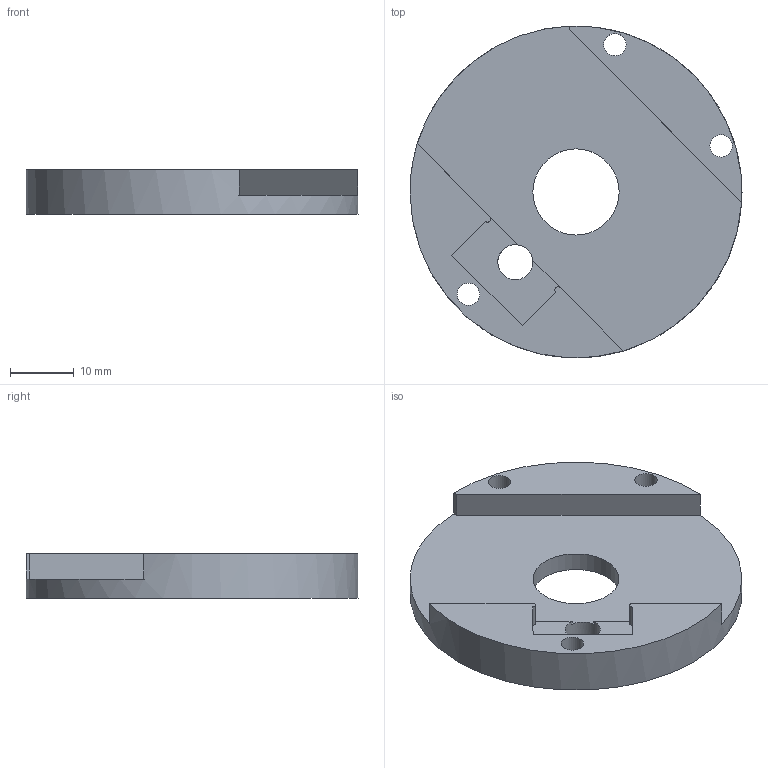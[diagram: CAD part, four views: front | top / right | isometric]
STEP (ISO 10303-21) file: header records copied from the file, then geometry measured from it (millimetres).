
FILE_DESCRIPTION(('HOOPS Exchange Step'),'2;1');
FILE_NAME('temp_export','2022-06-12T08:59:28+02:00',('mobile'),('Shapr3D Limited'),'HOOPS Exchange 2022.0','Shapr3D','Authorized');
FILE_SCHEMA( ('AP203_CONFIGURATION_CONTROLLED_3D_DESIGN_OF_MECHANICAL_PARTS_AND_ASSEMBLIES_MIM_LF') );
Length unit declared in the file: millimetre
Products named in the file (3): Imported (1); Final designs; root
Assembly tree (2 placements, depth 2):
  root
    Imported (1)
    Final designs
Bounding box: 52 x 52 x 7 mm (x, y, z)
Volume: 7339.7 mm3; surface area: 5740.6 mm2
Topology: 1 solids, 1 shells, 27 faces, 76 edges, 52 vertices
Faces by surface type: plane 15, cylinder 12
Full cylindrical faces by diameter (mm): 3.5 x3, 5.5 x1, 13 x2, 13.5 x1, 52 x1
Entity records: 980 total; most frequent: DIRECTION 172, CARTESIAN_POINT 158, ORIENTED_EDGE 152, EDGE_CURVE 76, AXIS2_PLACEMENT_3D 66, VERTEX_POINT 52, VECTOR 40, LINE 40
